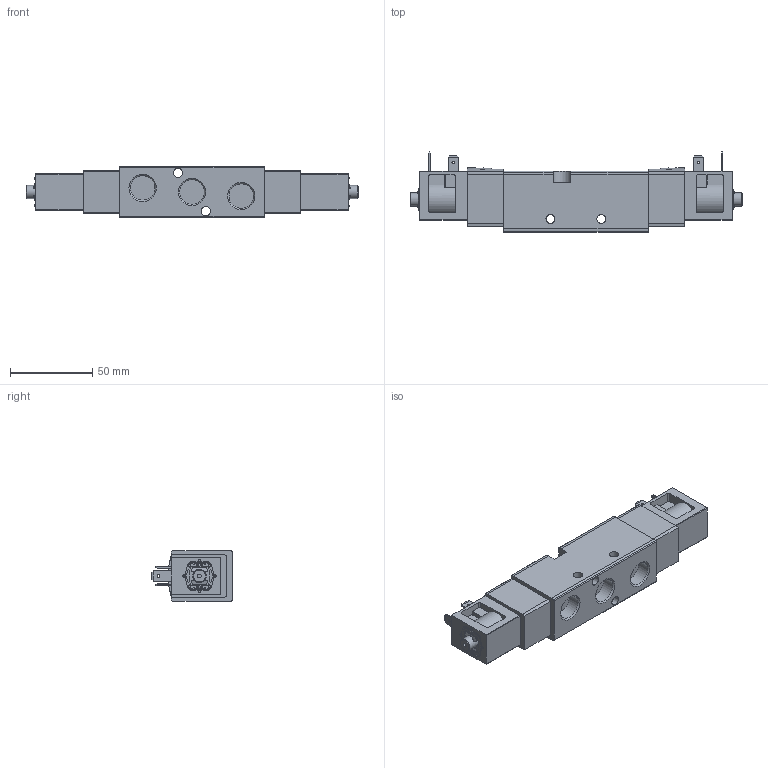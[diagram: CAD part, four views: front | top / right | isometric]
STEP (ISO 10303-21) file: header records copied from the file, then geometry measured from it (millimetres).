
FILE_DESCRIPTION(/* description */ ('STEP AP214'),/* implementation_level */ '2;1');
FILE_NAME(/* name */ '8049882_VUVS-LK30-B52-D-G38-1B2-S',/* time_stamp */ '2024-09-17T19:43:14+02:00',/* author */ ('License CC BY-ND 4.0'),/* organization */ ('CADENAS'),/* preprocessor_version */ 'ST-DEVELOPER v19.3',/* originating_system */ 'PARTsolutions',/* authorisation */ ' ');
FILE_SCHEMA (('AUTOMOTIVE_DESIGN {1 0 10303 214 3 1 1}'));
Length unit declared in the file: millimetre
Products named in the file (4): 8049882 VUVS-LK30-B52-D-G38-1B2-S; 8049882 VUVS-LK30-B52-D-G38-1B2_p---(-_0_0); 8200709 VACF-LK25; 8089671 VACX---(clip)
Assembly tree (5 placements, depth 2):
  8049882 VUVS-LK30-B52-D-G38-1B2-S
    8049882 VUVS-LK30-B52-D-G38-1B2_p---(-_0_0)
    8200709 VACF-LK25  x2
    8089671 VACX---(clip)  x2
Bounding box: 202.1 x 48.9 x 31 mm (x, y, z)
Volume: 161753 mm3; surface area: 39203.7 mm2
Topology: 5 solids, 5 shells, 653 faces, 1619 edges, 1059 vertices
Faces by surface type: plane 329, cylinder 277, torus 38, cone 9
Full cylindrical faces by diameter (mm): 1.65 x2, 1.75 x36, 2.4 x6, 2.459 x2, 2.6 x4, 3.3 x2, 4.3 x2, 5.5 x4, 7.4 x2, 8 x4, 8.15 x2, 10 x2, 14.95 x5, 15.6 x4
Entity records: 14319 total; most frequent: CARTESIAN_POINT 2233, DIRECTION 2116, ORIENTED_EDGE 1872, EDGE_CURVE 936, AXIS2_PLACEMENT_3D 811, VERTEX_POINT 664, EDGE_LOOP 578, FACE_BOUND 578
